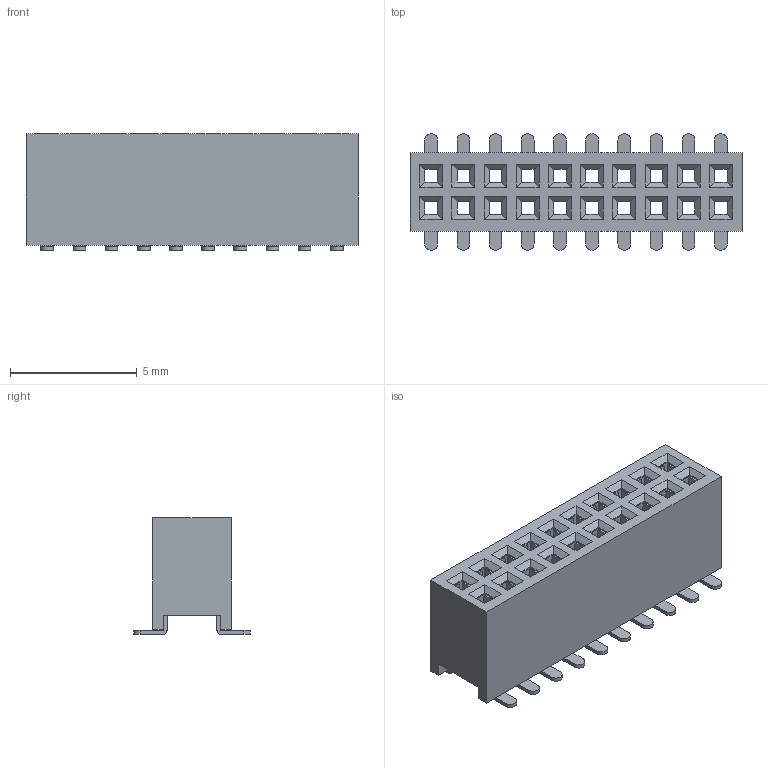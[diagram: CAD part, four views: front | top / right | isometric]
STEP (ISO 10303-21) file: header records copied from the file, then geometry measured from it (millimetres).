
FILE_DESCRIPTION(/* description */ ('Unknown'),/* implementation_level */ '2;1');
FILE_NAME(/* name */ '62302021021',/* time_stamp */ '2023-03-02T09:32:28+01:00',/* author */ ('Unknown'),/* organization */ ('Unknown'),/* preprocessor_version */ 'ST-DEVELOPER v16.7',/* originating_system */ 'Solid Edge',/* authorisation */ 'Unknown');
FILE_SCHEMA (('CONFIG_CONTROL_DESIGN'));
Length unit declared in the file: millimetre
Products named in the file (3): 6230xx21021; 623x2021021_Housing; 623xxx21021_Pin
Assembly tree (21 placements, depth 2):
  6230xx21021
    623x2021021_Housing
    623xxx21021_Pin  x20
Bounding box: 13.1 x 4.6 x 4.6 mm (x, y, z)
Volume: 111.2 mm3; surface area: 898.3 mm2
Topology: 21 solids, 21 shells, 1490 faces, 4024 edges, 2576 vertices
Faces by surface type: plane 910, cylinder 540, bspline 40
Entity records: 9758 total; most frequent: CARTESIAN_POINT 1728, ORIENTED_EDGE 1664, DIRECTION 1542, EDGE_CURVE 832, LINE 770, VECTOR 770, VERTEX_POINT 524, AXIS2_PLACEMENT_3D 386
